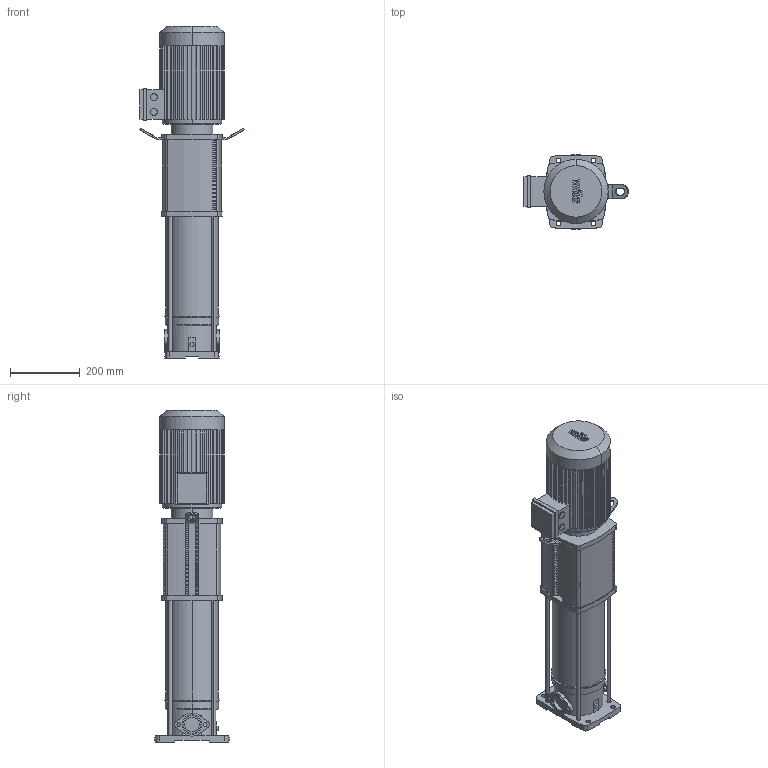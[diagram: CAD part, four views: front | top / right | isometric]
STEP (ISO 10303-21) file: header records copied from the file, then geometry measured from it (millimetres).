
FILE_DESCRIPTION((''),'2;1');
FILE_NAME('3d_HELIXV609-1_16_E_K-4156040.stp','2016-08-24T08:27:58',(''),(''),'Mechanical Desktop 2009','Mechanical Desktop 2009',', , ');
FILE_SCHEMA(('CONFIG_CONTROL_DESIGN'));
Length unit declared in the file: millimetre
Products named in the file (1): Product
Bounding box: 300 x 211.93 x 949.2 mm (x, y, z)
Volume: 17181753.4 mm3; surface area: 1223375.2 mm2
Topology: 17 solids, 17 shells, 970 faces, 2706 edges, 1799 vertices
Faces by surface type: plane 483, bspline 324, cylinder 147, cone 14, torus 2
Entity records: 32319 total; most frequent: CARTESIAN_POINT 7290, ORIENTED_EDGE 5412, DIRECTION 4591, EDGE_CURVE 2706, VECTOR 2019, LINE 2019, VERTEX_POINT 1799, AXIS2_PLACEMENT_3D 1286
